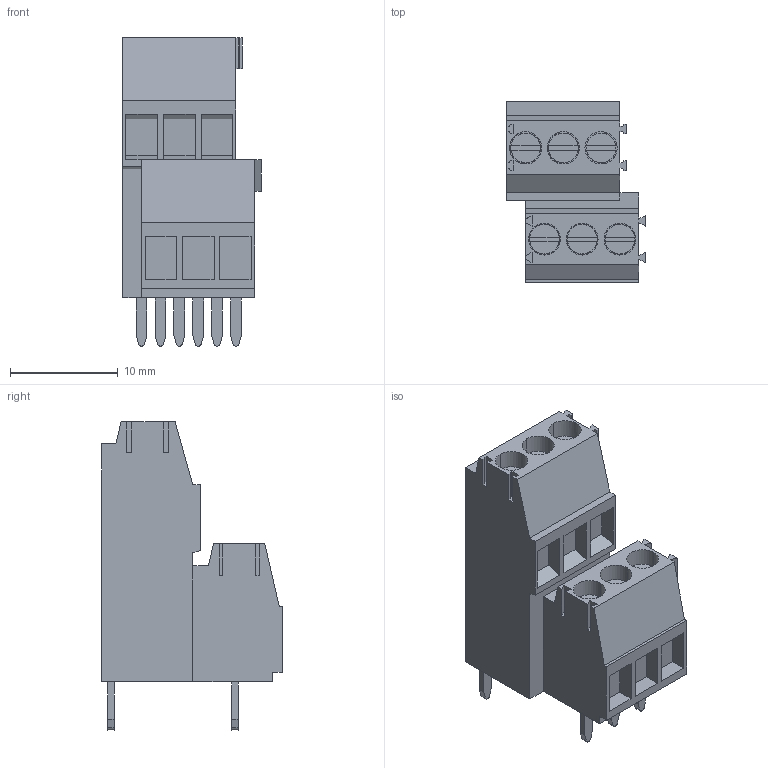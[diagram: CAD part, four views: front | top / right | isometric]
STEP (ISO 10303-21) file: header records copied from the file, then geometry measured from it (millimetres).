
FILE_DESCRIPTION(('CATIA V5 STEP Exchange','CAx-IF Rec.Pracs.--- Model Styling and Organization---1.4--- 2014-01-23'),'2;1');
FILE_NAME ('039454-2_0_1720010000_1720010000.stp','2023-03-16T07:35:19+00:00',('none'),('Weidmueller'),'CATIA Version 5-6 Release 2016 SP3 HF44','CATIA V5 STEP AP214','none');
FILE_SCHEMA(('AUTOMOTIVE_DESIGN { 1 0 10303 214 1 1 1 1 }'));
Length unit declared in the file: millimetre
Products named in the file (1): 1720010000
Bounding box: 12.85 x 16.75 x 28.6 mm (x, y, z)
Volume: 2888.4 mm3; surface area: 2191.2 mm2
Topology: 13 solids, 13 shells, 230 faces, 570 edges, 381 vertices
Faces by surface type: plane 200, cylinder 30
Entity records: 6466 total; most frequent: CARTESIAN_POINT 1161, ORIENTED_EDGE 1140, DIRECTION 926, EDGE_CURVE 570, VECTOR 482, LINE 482, VERTEX_POINT 381, AXIS2_PLACEMENT_3D 265
